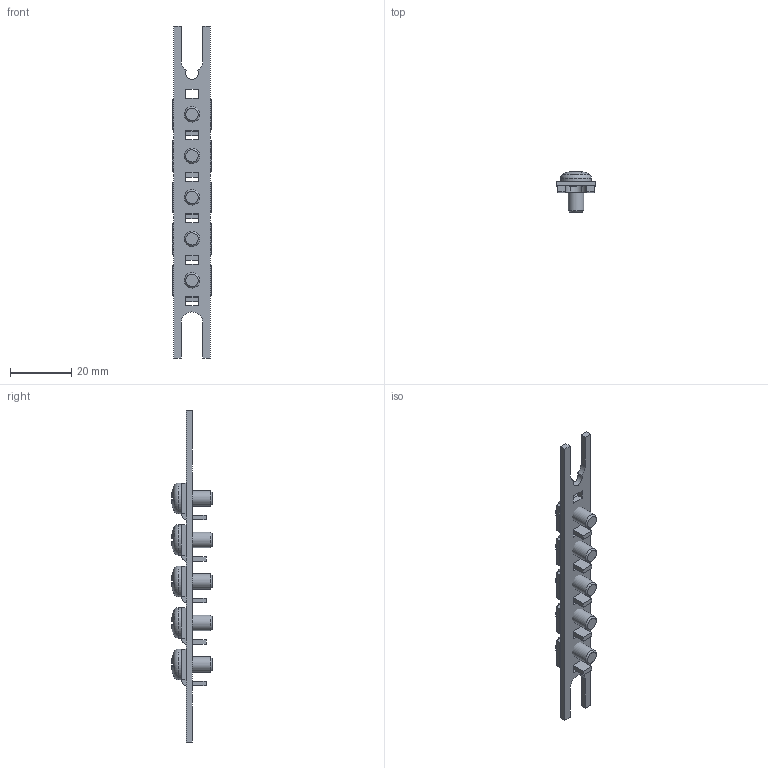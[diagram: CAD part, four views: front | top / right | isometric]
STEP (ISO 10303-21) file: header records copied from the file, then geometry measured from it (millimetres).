
FILE_DESCRIPTION(/* description */ (''),/* implementation_level */ '2;1');
FILE_NAME(/* name */ '21004600_E.stp',/* time_stamp */ '2015-04-27T12:35:12+02:00',/* author */ ('kleemann'),/* organization */ (''),/* preprocessor_version */ 'ST-DEVELOPER v15.6',/* originating_system */ 'Autodesk Inventor 2015',/* authorisation */ '');
FILE_SCHEMA (('AUTOMOTIVE_DESIGN { 1 0 10303 214 3 1 1 }'));
Length unit declared in the file: millimetre
Products named in the file (4): Erdungsschiene_108; Druckstück; SHR Z M5X8 DIN 84
Assembly tree (11 placements, depth 2):
  Erdungsschiene_108
    Erdungsschiene_108
    Druckstück  x5
    SHR Z M5X8 DIN 84  x5
Bounding box: 13 x 13.15 x 108 mm (x, y, z)
Volume: 4803.6 mm3; surface area: 6737.3 mm2
Topology: 11 solids, 11 shells, 525 faces, 1279 edges, 806 vertices
Faces by surface type: plane 452, cylinder 53, cone 10, torus 5, bspline 5
Full cylindrical faces by diameter (mm): 4.2 x5, 4.5 x5, 5 x5, 6 x5, 10 x5
Entity records: 8343 total; most frequent: CARTESIAN_POINT 1556, ORIENTED_EDGE 1364, DIRECTION 1306, EDGE_CURVE 682, LINE 596, VECTOR 596, VERTEX_POINT 453, AXIS2_PLACEMENT_3D 355
